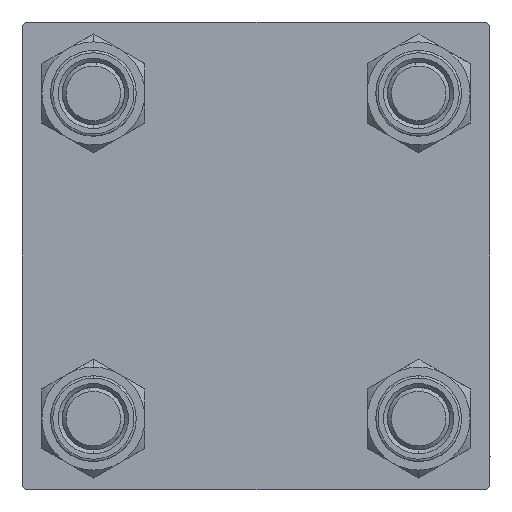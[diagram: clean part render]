
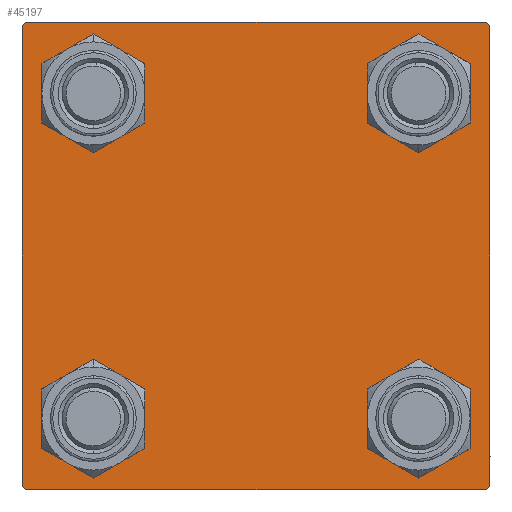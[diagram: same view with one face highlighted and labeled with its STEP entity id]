
A CAD part, left-side view. The second image highlights one B-rep face of the part: STEP entity #45197.
In plain terms, the highlighted planar face has unit normal (-1, 0, 0).
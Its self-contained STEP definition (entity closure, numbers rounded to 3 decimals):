
#950 = AXIS2_PLACEMENT_3D ( 'NONE', #17289, #37580, #49006 ) ;
#1015 = CARTESIAN_POINT ( 'NONE',  ( 0., 20.85, -25.35 ) ) ;
#1874 = CARTESIAN_POINT ( 'NONE',  ( 0., 30., -29.5 ) ) ;
#1942 = EDGE_CURVE ( 'NONE', #49243, #28833, #47160, .T. ) ;
#1968 = VERTEX_POINT ( 'NONE', #18924 ) ;
#2087 = CIRCLE ( 'NONE', #4538, 4.5 ) ;
#2274 = DIRECTION ( 'NONE',  ( 0., -1., 0. ) ) ;
#2328 = EDGE_CURVE ( 'NONE', #14828, #8946, #30143, .T. ) ;
#2835 = ORIENTED_EDGE ( 'NONE', *, *, #49060, .T. ) ;
#2911 = DIRECTION ( 'NONE',  ( 1., 0., 0. ) ) ;
#2931 = VERTEX_POINT ( 'NONE', #1874 ) ;
#3226 = VECTOR ( 'NONE', #6378, 1000. ) ;
#4082 = VERTEX_POINT ( 'NONE', #32568 ) ;
#4538 = AXIS2_PLACEMENT_3D ( 'NONE', #45327, #2911, #22480 ) ;
#4852 = CARTESIAN_POINT ( 'NONE',  ( 0., -20.85, -20.85 ) ) ;
#5313 = ORIENTED_EDGE ( 'NONE', *, *, #21372, .T. ) ;
#6152 = DIRECTION ( 'NONE',  ( 1., 0., 0. ) ) ;
#6378 = DIRECTION ( 'NONE',  ( 0., -0.707, -0.707 ) ) ;
#6391 = LINE ( 'NONE', #17335, #25025 ) ;
#6836 = ORIENTED_EDGE ( 'NONE', *, *, #12420, .T. ) ;
#7300 = CARTESIAN_POINT ( 'NONE',  ( 0., -30., 30. ) ) ;
#7445 = VERTEX_POINT ( 'NONE', #16710 ) ;
#7629 = ORIENTED_EDGE ( 'NONE', *, *, #32674, .F. ) ;
#8232 = AXIS2_PLACEMENT_3D ( 'NONE', #27799, #11548, #43281 ) ;
#8473 = VERTEX_POINT ( 'NONE', #36713 ) ;
#8946 = VERTEX_POINT ( 'NONE', #45214 ) ;
#9059 = AXIS2_PLACEMENT_3D ( 'NONE', #4852, #13242, #20113 ) ;
#9072 = CIRCLE ( 'NONE', #950, 4.5 ) ;
#9113 = DIRECTION ( 'NONE',  ( 0., -1., 0. ) ) ;
#9147 = CIRCLE ( 'NONE', #32693, 4.5 ) ;
#9629 = ORIENTED_EDGE ( 'NONE', *, *, #28589, .T. ) ;
#9687 = CARTESIAN_POINT ( 'NONE',  ( 0., 20.85, -20.85 ) ) ;
#9697 = DIRECTION ( 'NONE',  ( 0., 0., -1. ) ) ;
#9852 = DIRECTION ( 'NONE',  ( 0., 0.707, -0.707 ) ) ;
#10115 = CARTESIAN_POINT ( 'NONE',  ( 0., 0., 0. ) ) ;
#10134 = CARTESIAN_POINT ( 'NONE',  ( 0., -30., 29.5 ) ) ;
#10630 = VECTOR ( 'NONE', #43917, 1000. ) ;
#10806 = EDGE_CURVE ( 'NONE', #14966, #20534, #35550, .T. ) ;
#11548 = DIRECTION ( 'NONE',  ( 1., 0., 0. ) ) ;
#12420 = EDGE_CURVE ( 'NONE', #4082, #34990, #46368, .T. ) ;
#12532 = DIRECTION ( 'NONE',  ( 0., 0., 1. ) ) ;
#12741 = DIRECTION ( 'NONE',  ( -1., 0., 0. ) ) ;
#12753 = EDGE_CURVE ( 'NONE', #8946, #14828, #9072, .T. ) ;
#12777 = ORIENTED_EDGE ( 'NONE', *, *, #1942, .T. ) ;
#13242 = DIRECTION ( 'NONE',  ( 1., 0., 0. ) ) ;
#13931 = LINE ( 'NONE', #7300, #45275 ) ;
#14654 = EDGE_CURVE ( 'NONE', #23027, #1968, #9147, .T. ) ;
#14734 = EDGE_LOOP ( 'NONE', ( #43676, #49062 ) ) ;
#14828 = VERTEX_POINT ( 'NONE', #39104 ) ;
#14966 = VERTEX_POINT ( 'NONE', #10134 ) ;
#15889 = EDGE_CURVE ( 'NONE', #1968, #23027, #42457, .T. ) ;
#16049 = DIRECTION ( 'NONE',  ( 0., -0.707, 0.707 ) ) ;
#16587 = ORIENTED_EDGE ( 'NONE', *, *, #32499, .F. ) ;
#16710 = CARTESIAN_POINT ( 'NONE',  ( 0., 30., 29.5 ) ) ;
#16736 = CARTESIAN_POINT ( 'NONE',  ( 0., 30., 30. ) ) ;
#17289 = CARTESIAN_POINT ( 'NONE',  ( 0., -20.85, -20.85 ) ) ;
#17335 = CARTESIAN_POINT ( 'NONE',  ( 0., 30., 30. ) ) ;
#17722 = CARTESIAN_POINT ( 'NONE',  ( 0., -29.5, 30. ) ) ;
#17997 = AXIS2_PLACEMENT_3D ( 'NONE', #28783, #47563, #12532 ) ;
#18924 = CARTESIAN_POINT ( 'NONE',  ( 0., 20.85, -16.35 ) ) ;
#19866 = LINE ( 'NONE', #27993, #42584 ) ;
#20113 = DIRECTION ( 'NONE',  ( 0., 0., 1. ) ) ;
#20534 = VERTEX_POINT ( 'NONE', #17722 ) ;
#21304 = LINE ( 'NONE', #32740, #28695 ) ;
#21372 = EDGE_CURVE ( 'NONE', #35678, #7445, #21304, .T. ) ;
#22480 = DIRECTION ( 'NONE',  ( 0., 0., 1. ) ) ;
#23027 = VERTEX_POINT ( 'NONE', #1015 ) ;
#23096 = EDGE_LOOP ( 'NONE', ( #9629, #6836 ) ) ;
#24554 = CARTESIAN_POINT ( 'NONE',  ( 0., 29.5, 30. ) ) ;
#25025 = VECTOR ( 'NONE', #9697, 1000. ) ;
#25104 = LINE ( 'NONE', #16736, #30684 ) ;
#25357 = EDGE_CURVE ( 'NONE', #45918, #8473, #19866, .T. ) ;
#25460 = CARTESIAN_POINT ( 'NONE',  ( 0., 20.85, 20.85 ) ) ;
#25598 = FACE_BOUND ( 'NONE', #14734, .T. ) ;
#25678 = LINE ( 'NONE', #41165, #3226 ) ;
#26106 = FACE_OUTER_BOUND ( 'NONE', #47614, .T. ) ;
#26839 = VECTOR ( 'NONE', #2274, 1000. ) ;
#26953 = ORIENTED_EDGE ( 'NONE', *, *, #33868, .T. ) ;
#27689 = CARTESIAN_POINT ( 'NONE',  ( 0., -29.75, 29.75 ) ) ;
#27799 = CARTESIAN_POINT ( 'NONE',  ( 0., -20.85, 20.85 ) ) ;
#27993 = CARTESIAN_POINT ( 'NONE',  ( 0., -29.75, -29.75 ) ) ;
#28589 = EDGE_CURVE ( 'NONE', #34990, #4082, #47596, .T. ) ;
#28695 = VECTOR ( 'NONE', #9852, 1000. ) ;
#28783 = CARTESIAN_POINT ( 'NONE',  ( 0., 20.85, 20.85 ) ) ;
#28833 = VERTEX_POINT ( 'NONE', #36835 ) ;
#29256 = DIRECTION ( 'NONE',  ( 0., 0., 1. ) ) ;
#29431 = FACE_BOUND ( 'NONE', #34626, .T. ) ;
#29464 = ORIENTED_EDGE ( 'NONE', *, *, #12753, .T. ) ;
#29929 = FACE_BOUND ( 'NONE', #33698, .T. ) ;
#30143 = CIRCLE ( 'NONE', #9059, 4.5 ) ;
#30684 = VECTOR ( 'NONE', #9113, 1000. ) ;
#31849 = ORIENTED_EDGE ( 'NONE', *, *, #25357, .T. ) ;
#32059 = PLANE ( 'NONE',  #33159 ) ;
#32499 = EDGE_CURVE ( 'NONE', #35678, #20534, #25104, .T. ) ;
#32568 = CARTESIAN_POINT ( 'NONE',  ( 0., 20.85, 16.35 ) ) ;
#32674 = EDGE_CURVE ( 'NONE', #14966, #8473, #13931, .T. ) ;
#32693 = AXIS2_PLACEMENT_3D ( 'NONE', #9687, #44479, #29256 ) ;
#32740 = CARTESIAN_POINT ( 'NONE',  ( 0., 29.75, 29.75 ) ) ;
#33024 = CARTESIAN_POINT ( 'NONE',  ( 0., 30., -30. ) ) ;
#33159 = AXIS2_PLACEMENT_3D ( 'NONE', #10115, #12741, #39907 ) ;
#33698 = EDGE_LOOP ( 'NONE', ( #29464, #46324 ) ) ;
#33868 = EDGE_CURVE ( 'NONE', #28833, #49243, #2087, .T. ) ;
#34626 = EDGE_LOOP ( 'NONE', ( #12777, #26953 ) ) ;
#34633 = DIRECTION ( 'NONE',  ( 0., 0., 1. ) ) ;
#34735 = ORIENTED_EDGE ( 'NONE', *, *, #46905, .T. ) ;
#34990 = VERTEX_POINT ( 'NONE', #38032 ) ;
#35550 = LINE ( 'NONE', #27689, #10630 ) ;
#35678 = VERTEX_POINT ( 'NONE', #24554 ) ;
#36713 = CARTESIAN_POINT ( 'NONE',  ( 0., -30., -29.5 ) ) ;
#36835 = CARTESIAN_POINT ( 'NONE',  ( 0., -20.85, 16.35 ) ) ;
#37580 = DIRECTION ( 'NONE',  ( 1., 0., 0. ) ) ;
#37644 = DIRECTION ( 'NONE',  ( 0., 0., 1. ) ) ;
#38032 = CARTESIAN_POINT ( 'NONE',  ( 0., 20.85, 25.35 ) ) ;
#38672 = AXIS2_PLACEMENT_3D ( 'NONE', #25460, #6152, #37644 ) ;
#39104 = CARTESIAN_POINT ( 'NONE',  ( 0., -20.85, -25.35 ) ) ;
#39907 = DIRECTION ( 'NONE',  ( 0., 0., 1. ) ) ;
#40226 = CARTESIAN_POINT ( 'NONE',  ( 0., -29.5, -30. ) ) ;
#41165 = CARTESIAN_POINT ( 'NONE',  ( 0., 29.75, -29.75 ) ) ;
#41876 = CARTESIAN_POINT ( 'NONE',  ( 0., -20.85, 25.35 ) ) ;
#42457 = CIRCLE ( 'NONE', #49744, 4.5 ) ;
#42584 = VECTOR ( 'NONE', #16049, 1000. ) ;
#43183 = EDGE_CURVE ( 'NONE', #7445, #2931, #6391, .T. ) ;
#43281 = DIRECTION ( 'NONE',  ( 0., 0., 1. ) ) ;
#43676 = ORIENTED_EDGE ( 'NONE', *, *, #15889, .T. ) ;
#43917 = DIRECTION ( 'NONE',  ( 0., 0.707, 0.707 ) ) ;
#44479 = DIRECTION ( 'NONE',  ( 1., 0., 0. ) ) ;
#44941 = LINE ( 'NONE', #33024, #26839 ) ;
#45144 = DIRECTION ( 'NONE',  ( 0., 0., -1. ) ) ;
#45197 = ADVANCED_FACE ( 'NONE', ( #29431, #29929, #25598, #45398, #26106 ), #32059, .T. ) ;
#45214 = CARTESIAN_POINT ( 'NONE',  ( 0., -20.85, -16.35 ) ) ;
#45275 = VECTOR ( 'NONE', #45144, 1000. ) ;
#45327 = CARTESIAN_POINT ( 'NONE',  ( 0., -20.85, 20.85 ) ) ;
#45398 = FACE_BOUND ( 'NONE', #23096, .T. ) ;
#45918 = VERTEX_POINT ( 'NONE', #40226 ) ;
#45993 = ORIENTED_EDGE ( 'NONE', *, *, #43183, .T. ) ;
#46324 = ORIENTED_EDGE ( 'NONE', *, *, #2328, .T. ) ;
#46368 = CIRCLE ( 'NONE', #17997, 4.5 ) ;
#46797 = CARTESIAN_POINT ( 'NONE',  ( 0., 20.85, -20.85 ) ) ;
#46905 = EDGE_CURVE ( 'NONE', #2931, #49312, #25678, .T. ) ;
#47160 = CIRCLE ( 'NONE', #8232, 4.5 ) ;
#47563 = DIRECTION ( 'NONE',  ( 1., 0., 0. ) ) ;
#47596 = CIRCLE ( 'NONE', #38672, 4.5 ) ;
#47614 = EDGE_LOOP ( 'NONE', ( #45993, #34735, #2835, #31849, #7629, #49132, #16587, #5313 ) ) ;
#48681 = CARTESIAN_POINT ( 'NONE',  ( 0., 29.5, -30. ) ) ;
#49006 = DIRECTION ( 'NONE',  ( 0., 0., 1. ) ) ;
#49060 = EDGE_CURVE ( 'NONE', #49312, #45918, #44941, .T. ) ;
#49062 = ORIENTED_EDGE ( 'NONE', *, *, #14654, .T. ) ;
#49132 = ORIENTED_EDGE ( 'NONE', *, *, #10806, .T. ) ;
#49243 = VERTEX_POINT ( 'NONE', #41876 ) ;
#49312 = VERTEX_POINT ( 'NONE', #48681 ) ;
#49744 = AXIS2_PLACEMENT_3D ( 'NONE', #46797, #49855, #34633 ) ;
#49855 = DIRECTION ( 'NONE',  ( 1., 0., 0. ) ) ;
